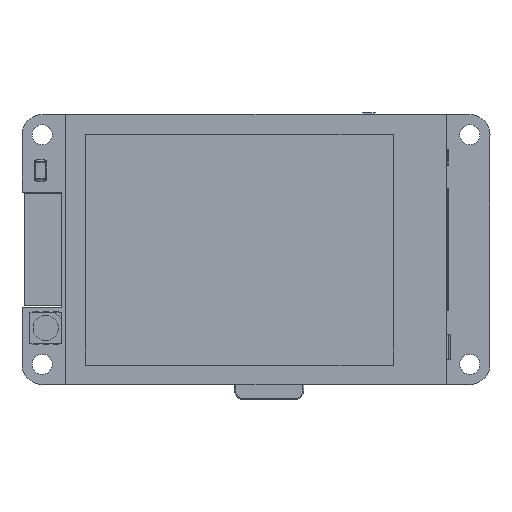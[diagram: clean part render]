
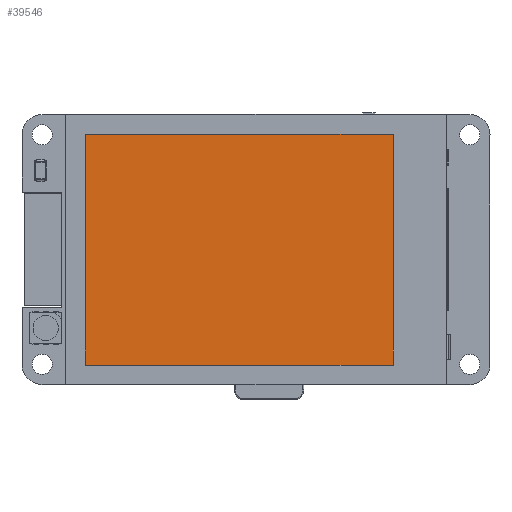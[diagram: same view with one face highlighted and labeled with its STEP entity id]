
A CAD part, top view. The second image highlights one B-rep face of the part: STEP entity #39546.
In plain terms, the highlighted planar face has unit normal (0, 0, 1).
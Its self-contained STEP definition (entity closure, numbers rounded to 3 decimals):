
#1784=FACE_OUTER_BOUND('',#4001,.T.);
#4001=EDGE_LOOP('',(#26075,#26076,#26077,#26078));
#6261=LINE('',#56351,#11356);
#6265=LINE('',#56358,#11360);
#6268=LINE('',#56364,#11363);
#6270=LINE('',#56367,#11365);
#11356=VECTOR('',#45192,10.);
#11360=VECTOR('',#45198,10.);
#11363=VECTOR('',#45203,10.);
#11365=VECTOR('',#45207,10.);
#16451=VERTEX_POINT('',#56348);
#16452=VERTEX_POINT('',#56350);
#16454=VERTEX_POINT('',#56356);
#16456=VERTEX_POINT('',#56362);
#20202=EDGE_CURVE('',#16451,#16452,#6261,.T.);
#20206=EDGE_CURVE('',#16454,#16451,#6265,.T.);
#20209=EDGE_CURVE('',#16456,#16454,#6268,.T.);
#20211=EDGE_CURVE('',#16452,#16456,#6270,.T.);
#26075=ORIENTED_EDGE('',*,*,#20211,.F.);
#26076=ORIENTED_EDGE('',*,*,#20202,.F.);
#26077=ORIENTED_EDGE('',*,*,#20206,.F.);
#26078=ORIENTED_EDGE('',*,*,#20209,.F.);
#37781=PLANE('',#42157);
#39546=ADVANCED_FACE('',(#1784),#37781,.F.);
#42157=AXIS2_PLACEMENT_3D('',#56368,#45208,#45209);
#45192=DIRECTION('',(0.,-1.,0.));
#45198=DIRECTION('',(1.,0.,0.));
#45203=DIRECTION('',(0.,1.,0.));
#45207=DIRECTION('',(-1.,0.,0.));
#45208=DIRECTION('center_axis',(0.,0.,-1.));
#45209=DIRECTION('ref_axis',(-1.,0.,0.));
#56348=CARTESIAN_POINT('',(21.806,18.36,5.942));
#56350=CARTESIAN_POINT('',(21.806,-18.36,5.942));
#56351=CARTESIAN_POINT('',(21.806,-18.36,5.942));
#56356=CARTESIAN_POINT('',(-27.154,18.36,5.942));
#56358=CARTESIAN_POINT('',(-27.154,18.36,5.942));
#56362=CARTESIAN_POINT('',(-27.154,-18.36,5.942));
#56364=CARTESIAN_POINT('',(-27.154,-18.36,5.942));
#56367=CARTESIAN_POINT('',(-27.154,-18.36,5.942));
#56368=CARTESIAN_POINT('Origin',(-2.674,0.,
5.942));
